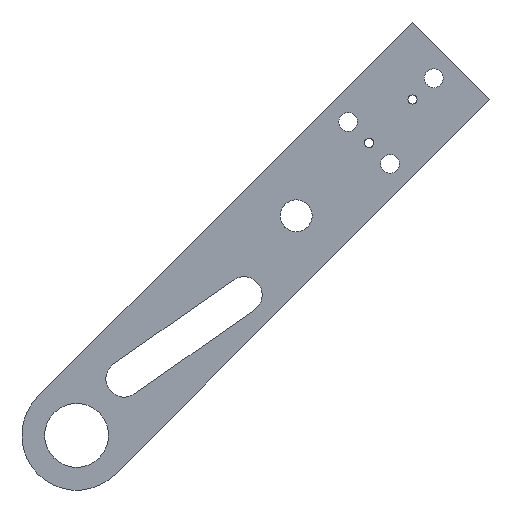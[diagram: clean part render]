
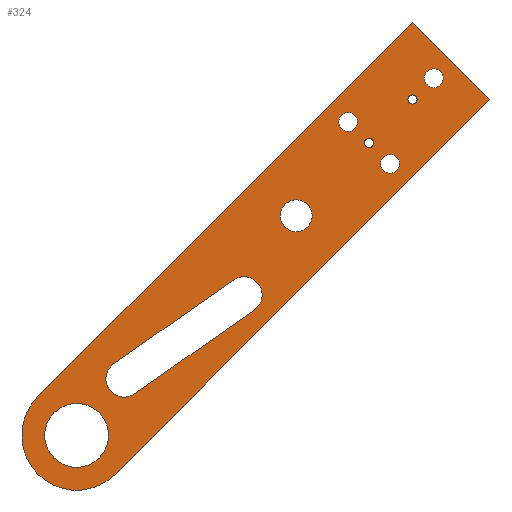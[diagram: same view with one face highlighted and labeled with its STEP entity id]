
A CAD part, front view. The second image highlights one B-rep face of the part: STEP entity #324.
In plain terms, the highlighted planar face has unit normal (0, -1, 0).
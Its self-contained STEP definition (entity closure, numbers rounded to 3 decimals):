
#3=CARTESIAN_POINT('POINT2',(4.38,3.218,
   4.931));
#4=VERTEX_POINT('VERTEX2',#3);
#11=CARTESIAN_POINT('POINT3',(4.198,3.218,
   4.749));
#12=VERTEX_POINT('VERTEX3',#11);
#13=CARTESIAN_POINT('POS2',(4.289,3.218,
   4.84));
#14=DIRECTION('DIR2',(0.,1.,0.));
#15=DIRECTION('DIR3',(-0.707,0.,
   -0.707));
#16=AXIS2_PLACEMENT_3D('AXIS1',#13,#14,#15);
#17=CIRCLE('ELLIPSE1',#16,0.129);
#18=EDGE_CURVE('EDGE2',#12,#4,#17,.T.);
#47=EDGE_CURVE('EDGE6',#4,#12,#17,.T.);
#54=CARTESIAN_POINT('POINT6',(4.977,3.218,
   6.102));
#55=VERTEX_POINT('VERTEX6',#54);
#62=CARTESIAN_POINT('POINT7',(4.795,3.218,
   5.92));
#63=VERTEX_POINT('VERTEX7',#62);
#64=CARTESIAN_POINT('POS7',(4.886,3.218,
   6.011));
#65=DIRECTION('DIR10',(0.,1.,0.));
#66=DIRECTION('DIR11',(-0.707,0.,
   -0.707));
#67=AXIS2_PLACEMENT_3D('AXIS4',#64,#65,#66);
#68=CIRCLE('ELLIPSE3',#67,0.129);
#69=EDGE_CURVE('EDGE8',#63,#55,#68,.T.);
#98=EDGE_CURVE('EDGE12',#55,#63,#68,.T.);
#153=CARTESIAN_POINT('POINT13',(0.309,3.218,
   1.434));
#154=VERTEX_POINT('VERTEX13',#153);
#155=CARTESIAN_POINT('POINT14',(-0.309,3.218,
   0.816));
#156=VERTEX_POINT('VERTEX14',#155);
#157=CARTESIAN_POINT('POS15',(0.,3.218,
   1.125));
#158=DIRECTION('DIR25',(0.,1.,0.));
#159=DIRECTION('DIR26',(-0.707,0.,
   -0.707));
#160=AXIS2_PLACEMENT_3D('AXIS11',#157,#158,#159);
#161=CIRCLE('ELLIPSE7',#160,0.438);
#162=EDGE_CURVE('EDGE17',#154,#156,#161,.T.);
#163=ORIENTED_EDGE('COEDGE25',*,*,#162,.T.);
#164=EDGE_CURVE('EDGE18',#156,#154,#161,.T.);
#165=ORIENTED_EDGE('COEDGE26',*,*,#164,.T.);
#166=EDGE_LOOP('NONE',(#163,#165));
#167=FACE_BOUND('LOOP1',#166,.T.);
#168=ORIENTED_EDGE('COEDGE27',*,*,#98,.T.);
#169=ORIENTED_EDGE('COEDGE28',*,*,#69,.T.);
#170=EDGE_LOOP('NONE',(#168,#169));
#171=FACE_BOUND('LOOP1',#170,.T.);
#172=CARTESIAN_POINT('POINT15',(4.64,3.218,
   5.765));
#173=VERTEX_POINT('VERTEX15',#172);
#174=CARTESIAN_POINT('POINT16',(4.552,3.218,
   5.677));
#175=VERTEX_POINT('VERTEX16',#174);
#176=CARTESIAN_POINT('POS16',(4.596,3.218,
   5.721));
#177=DIRECTION('DIR27',(0.,1.,0.));
#178=DIRECTION('DIR28',(-0.707,0.,
   -0.707));
#179=AXIS2_PLACEMENT_3D('AXIS12',#176,#177,#178);
#180=CIRCLE('ELLIPSE8',#179,0.063);
#181=EDGE_CURVE('EDGE19',#173,#175,#180,.T.);
#182=ORIENTED_EDGE('COEDGE29',*,*,#181,.T.);
#183=EDGE_CURVE('EDGE20',#175,#173,#180,.T.);
#184=ORIENTED_EDGE('COEDGE30',*,*,#183,.T.);
#185=EDGE_LOOP('NONE',(#182,#184));
#186=FACE_BOUND('LOOP1',#185,.T.);
#187=CARTESIAN_POINT('POINT17',(3.16,3.218,
   4.285));
#188=VERTEX_POINT('VERTEX17',#187);
#189=CARTESIAN_POINT('POINT18',(2.851,3.218,
   3.976));
#190=VERTEX_POINT('VERTEX18',#189);
#191=CARTESIAN_POINT('POS17',(3.005,3.218,4.13));
#192=DIRECTION('DIR29',(0.,1.,0.));
#193=DIRECTION('DIR30',(-0.707,0.,
   -0.707));
#194=AXIS2_PLACEMENT_3D('AXIS13',#191,#192,#193);
#195=CIRCLE('ELLIPSE9',#194,0.219);
#196=EDGE_CURVE('EDGE21',#188,#190,#195,.T.);
#197=ORIENTED_EDGE('COEDGE31',*,*,#196,.T.);
#198=EDGE_CURVE('EDGE22',#190,#188,#195,.T.);
#199=ORIENTED_EDGE('COEDGE32',*,*,#198,.T.);
#200=EDGE_LOOP('NONE',(#197,#199));
#201=FACE_BOUND('LOOP1',#200,.T.);
#202=CARTESIAN_POINT('POINT19',(4.046,3.218,
   5.171));
#203=VERTEX_POINT('VERTEX19',#202);
#204=CARTESIAN_POINT('POINT20',(3.958,3.218,
   5.083));
#205=VERTEX_POINT('VERTEX20',#204);
#206=CARTESIAN_POINT('POS18',(4.002,3.218,
   5.127));
#207=DIRECTION('DIR31',(0.,1.,0.));
#208=DIRECTION('DIR32',(-0.707,0.,
   -0.707));
#209=AXIS2_PLACEMENT_3D('AXIS14',#206,#207,#208);
#210=CIRCLE('ELLIPSE10',#209,0.063);
#211=EDGE_CURVE('EDGE23',#203,#205,#210,.T.);
#212=ORIENTED_EDGE('COEDGE33',*,*,#211,.T.);
#213=EDGE_CURVE('EDGE24',#205,#203,#210,.T.);
#214=ORIENTED_EDGE('COEDGE34',*,*,#213,.T.);
#215=EDGE_LOOP('NONE',(#212,#214));
#216=FACE_BOUND('LOOP1',#215,.T.);
#217=ORIENTED_EDGE('COEDGE35',*,*,#47,.T.);
#218=ORIENTED_EDGE('COEDGE36',*,*,#18,.T.);
#219=EDGE_LOOP('NONE',(#217,#218));
#220=FACE_BOUND('LOOP1',#219,.T.);
#221=CARTESIAN_POINT('POINT21',(3.806,3.218,
   5.505));
#222=VERTEX_POINT('VERTEX21',#221);
#223=CARTESIAN_POINT('POINT22',(3.624,3.218,
   5.323));
#224=VERTEX_POINT('VERTEX22',#223);
#225=CARTESIAN_POINT('POS19',(3.715,3.218,
   5.414));
#226=DIRECTION('DIR33',(0.,1.,0.));
#227=DIRECTION('DIR34',(-0.707,0.,
   -0.707));
#228=AXIS2_PLACEMENT_3D('AXIS15',#225,#226,#227);
#229=CIRCLE('ELLIPSE11',#228,0.129);
#230=EDGE_CURVE('EDGE25',#222,#224,#229,.T.);
#231=ORIENTED_EDGE('COEDGE37',*,*,#230,.T.);
#232=EDGE_CURVE('EDGE26',#224,#222,#229,.T.);
#233=ORIENTED_EDGE('COEDGE38',*,*,#232,.T.);
#234=EDGE_LOOP('NONE',(#231,#233));
#235=FACE_BOUND('LOOP1',#234,.T.);
#236=CARTESIAN_POINT('POINT23',(-0.53,3.218,
   1.655));
#237=VERTEX_POINT('VERTEX23',#236);
#238=CARTESIAN_POINT('POINT24',(-0.53,3.218,
   0.595));
#239=VERTEX_POINT('VERTEX24',#238);
#240=CARTESIAN_POINT('POS20',(0.,3.218,
   1.125));
#241=DIRECTION('DIR35',(0.,-1.,0.));
#242=DIRECTION('DIR36',(0.707,0.,
   -0.707));
#243=AXIS2_PLACEMENT_3D('AXIS16',#240,#241,#242);
#244=CIRCLE('ELLIPSE12',#243,0.75);
#245=EDGE_CURVE('EDGE27',#237,#239,#244,.T.);
#246=ORIENTED_EDGE('COEDGE39',*,*,#245,.T.);
#247=CARTESIAN_POINT('POINT25',(0.53,3.218,
   0.595));
#248=VERTEX_POINT('VERTEX25',#247);
#249=EDGE_CURVE('EDGE28',#239,#248,#244,.T.);
#250=ORIENTED_EDGE('COEDGE40',*,*,#249,.T.);
#251=CARTESIAN_POINT('POINT26',(5.657,3.218,
   5.721));
#252=VERTEX_POINT('VERTEX26',#251);
#253=CARTESIAN_POINT('POS21',(5.657,3.218,
   5.721));
#254=DIRECTION('DIR37',(0.707,0.,
   0.707));
#255=VECTOR('VEC5',#254,1.);
#256=LINE('STRAIGHT5',#253,#255);
#257=EDGE_CURVE('EDGE29',#248,#252,#256,.T.);
#258=ORIENTED_EDGE('COEDGE41',*,*,#257,.T.);
#259=CARTESIAN_POINT('POINT27',(4.596,3.218,
   6.782));
#260=VERTEX_POINT('VERTEX27',#259);
#261=CARTESIAN_POINT('POS22',(4.596,3.218,
   6.782));
#262=DIRECTION('DIR38',(-0.707,0.,
   0.707));
#263=VECTOR('VEC6',#262,1.);
#264=LINE('STRAIGHT6',#261,#263);
#265=EDGE_CURVE('EDGE30',#252,#260,#264,.T.);
#266=ORIENTED_EDGE('COEDGE42',*,*,#265,.T.);
#267=CARTESIAN_POINT('POS23',(-0.53,3.218,
   1.655));
#268=DIRECTION('DIR39',(-0.707,0.,
   -0.707));
#269=VECTOR('VEC7',#268,1.);
#270=LINE('STRAIGHT7',#267,#269);
#271=EDGE_CURVE('EDGE31',#260,#237,#270,.T.);
#272=ORIENTED_EDGE('COEDGE43',*,*,#271,.T.);
#273=EDGE_LOOP('NONE',(#246,#250,#258,#266,#272));
#274=FACE_BOUND('LOOP1',#273,.T.);
#275=CARTESIAN_POINT('POINT28',(0.508,3.218,
   2.104));
#276=VERTEX_POINT('VERTEX28',#275);
#277=CARTESIAN_POINT('POINT29',(2.146,3.218,
   3.251));
#278=VERTEX_POINT('VERTEX29',#277);
#279=CARTESIAN_POINT('POS24',(2.146,3.218,
   3.251));
#280=DIRECTION('DIR40',(0.819,0.,
   0.574));
#281=VECTOR('VEC8',#280,1.);
#282=LINE('STRAIGHT8',#279,#281);
#283=EDGE_CURVE('EDGE32',#276,#278,#282,.T.);
#284=ORIENTED_EDGE('COEDGE44',*,*,#283,.T.);
#285=CARTESIAN_POINT('POINT30',(2.466,3.218,
   3.223));
#286=VERTEX_POINT('VERTEX30',#285);
#287=CARTESIAN_POINT('POS25',(2.289,3.218,
   3.046));
#288=DIRECTION('DIR41',(0.,1.,0.));
#289=DIRECTION('DIR42',(0.574,0.,
   -0.819));
#290=AXIS2_PLACEMENT_3D('AXIS17',#287,#288,#289);
#291=CIRCLE('ELLIPSE13',#290,0.25);
#292=EDGE_CURVE('EDGE33',#278,#286,#291,.T.);
#293=ORIENTED_EDGE('COEDGE45',*,*,#292,.T.);
#294=CARTESIAN_POINT('POINT31',(2.433,3.218,
   2.841));
#295=VERTEX_POINT('VERTEX31',#294);
#296=EDGE_CURVE('EDGE34',#286,#295,#291,.T.);
#297=ORIENTED_EDGE('COEDGE46',*,*,#296,.T.);
#298=CARTESIAN_POINT('POINT32',(0.794,3.218,
   1.694));
#299=VERTEX_POINT('VERTEX32',#298);
#300=CARTESIAN_POINT('POS26',(0.794,3.218,
   1.694));
#301=DIRECTION('DIR43',(-0.819,0.,
   -0.574));
#302=VECTOR('VEC9',#301,1.);
#303=LINE('STRAIGHT9',#300,#302);
#304=EDGE_CURVE('EDGE35',#295,#299,#303,.T.);
#305=ORIENTED_EDGE('COEDGE47',*,*,#304,.T.);
#306=CARTESIAN_POINT('POINT33',(0.474,3.218,
   1.722));
#307=VERTEX_POINT('VERTEX33',#306);
#308=CARTESIAN_POINT('POS27',(0.651,3.218,
   1.899));
#309=DIRECTION('DIR44',(0.,1.,0.));
#310=DIRECTION('DIR45',(-0.574,0.,
   0.819));
#311=AXIS2_PLACEMENT_3D('AXIS18',#308,#309,#310);
#312=CIRCLE('ELLIPSE14',#311,0.25);
#313=EDGE_CURVE('EDGE36',#299,#307,#312,.T.);
#314=ORIENTED_EDGE('COEDGE48',*,*,#313,.T.);
#315=EDGE_CURVE('EDGE37',#307,#276,#312,.T.);
#316=ORIENTED_EDGE('COEDGE49',*,*,#315,.T.);
#317=EDGE_LOOP('NONE',(#284,#293,#297,#305,#314,#316));
#318=FACE_BOUND('LOOP1',#317,.T.);
#319=CARTESIAN_POINT('POS28',(3.005,3.218,4.13));
#320=DIRECTION('DIR46',(0.,1.,0.));
#321=DIRECTION('DIR47',(1.,0.,0.));
#322=AXIS2_PLACEMENT_3D('AXIS19',#319,#320,#321);
#323=PLANE('PLANE3',#322);
#324=ADVANCED_FACE('FACE7',(#167,#171,#186,#201,#216,#220,#235,#274,#318
   ),#323,.F.);
